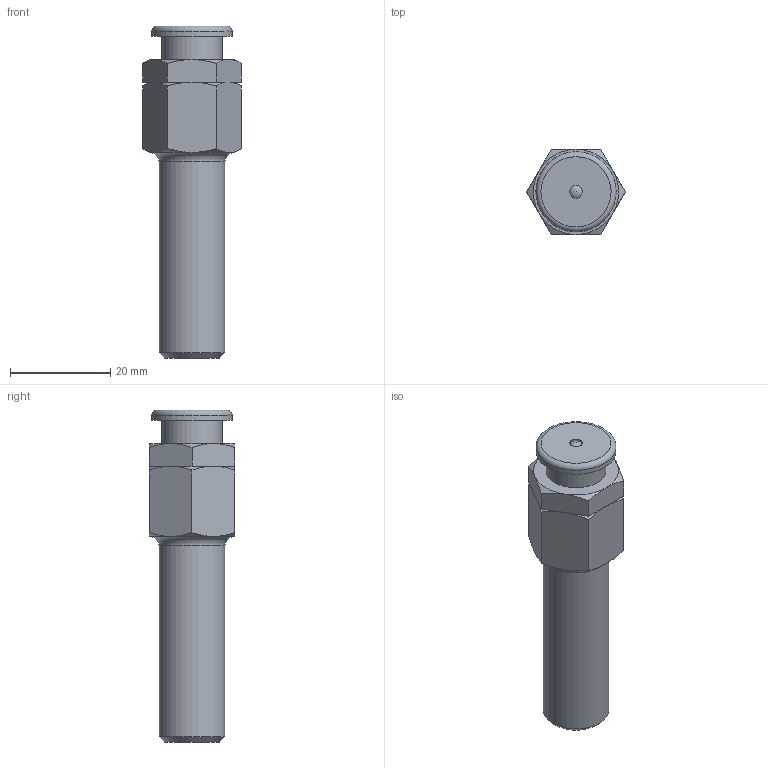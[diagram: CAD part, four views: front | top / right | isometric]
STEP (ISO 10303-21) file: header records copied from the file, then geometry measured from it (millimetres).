
FILE_DESCRIPTION((''),'2;1');
FILE_NAME('Vorfuelladapter_G1_4a_109003.stp','2014-04-15T08:55:39',('002180'),(''),'Autodesk Inventor 2013','Autodesk Inventor 2013','');
FILE_SCHEMA(('AUTOMOTIVE_DESIGN { 1 0 10303 214 1 1 1 1 }'));
Length unit declared in the file: millimetre
Products named in the file (1): Bauteil1
Bounding box: 19.63 x 17 x 66.2 mm (x, y, z)
Volume: 9133.5 mm3; surface area: 4962 mm2
Topology: 1 solids, 2 shells, 59 faces, 120 edges, 68 vertices
Faces by surface type: plane 25, cone 23, cylinder 8, torus 2, sphere 1
Full cylindrical faces by diameter (mm): 2.5 x1, 4 x1, 6 x1, 11.445 x1, 12 x1, 13.157 x1, 13.16 x1, 16 x1
Entity records: 1414 total; most frequent: CARTESIAN_POINT 294, DIRECTION 222, ORIENTED_EDGE 198, AXIS2_PLACEMENT_3D 99, EDGE_CURVE 99, EDGE_LOOP 80, VERTEX_POINT 63, FACE_OUTER_BOUND 59
